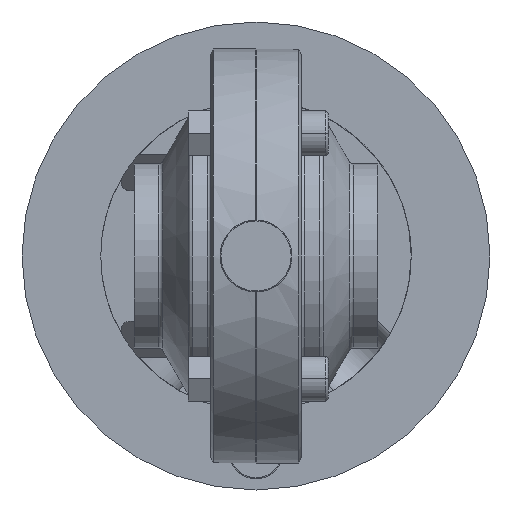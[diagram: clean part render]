
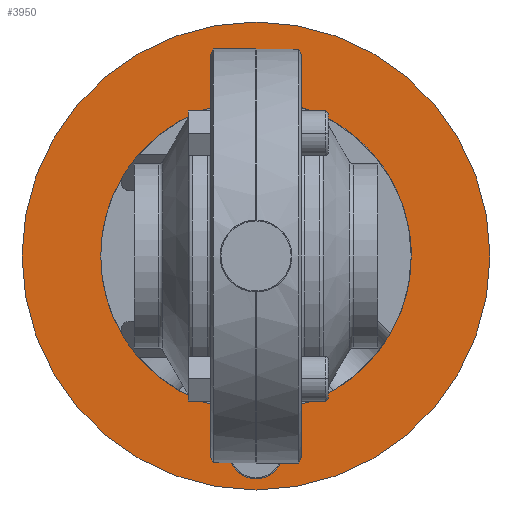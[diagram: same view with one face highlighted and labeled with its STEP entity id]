
A CAD part, front view. The second image highlights one B-rep face of the part: STEP entity #3950.
In plain terms, the highlighted planar face has unit normal (0, -1, 0).
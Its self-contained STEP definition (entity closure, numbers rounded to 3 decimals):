
#3450=CARTESIAN_POINT('',(0.,79.,0.))
;
#3460=DIRECTION('',(0.,-1.,0.));
#3470=DIRECTION('',(-1.,0.,0.));
#3480=AXIS2_PLACEMENT_3D('',#3450,#3460,#3470);
#3490=PLANE('',#3480);
#3500=CARTESIAN_POINT('',(0.,79.,0.))
;
#3510=DIRECTION('',(0.,-1.,0.));
#3520=DIRECTION('',(-1.,0.,0.));
#3530=AXIS2_PLACEMENT_3D('',#3500,#3510,#3520);
#3540=CIRCLE('',#3530,52.);
#3550=CARTESIAN_POINT('',(-52.,79.,0.));
#3560=VERTEX_POINT('',#3550);
#3570=CARTESIAN_POINT('',(52.,79.,0.));
#3580=VERTEX_POINT('',#3570);
#3590=EDGE_CURVE('',#3560,#3580,#3540,.T.);
#3600=ORIENTED_EDGE('',*,*,#3590,.T.);
#3610=EDGE_CURVE('',#3580,#3560,#3540,.T.);
#3620=ORIENTED_EDGE('',*,*,#3610,.T.);
#3630=EDGE_LOOP('',(#3620,#3600));
#3640=FACE_OUTER_BOUND('',#3630,.T.);
#3650=CARTESIAN_POINT('',(0.,79.,0.)
);
#3660=DIRECTION('',(0.,-1.,0.));
#3670=DIRECTION('',(1.,0.,0.));
#3680=AXIS2_PLACEMENT_3D('',#3650,#3660,#3670);
#3690=CIRCLE('',#3680,34.5);
#3700=CARTESIAN_POINT('',(34.5,79.,0.));
#3710=VERTEX_POINT('',#3700);
#3720=CARTESIAN_POINT('',(-34.5,79.,0.));
#3730=VERTEX_POINT('',#3720);
#3740=EDGE_CURVE('',#3710,#3730,#3690,.T.);
#3750=ORIENTED_EDGE('',*,*,#3740,.F.);
#3760=EDGE_CURVE('',#3730,#3710,#3690,.T.);
#3770=ORIENTED_EDGE('',*,*,#3760,.F.);
#3780=EDGE_LOOP('',(#3770,#3750));
#3790=FACE_BOUND('',#3780,.T.);
#3800=CARTESIAN_POINT('',(0.,79.,43.5));
#3810=DIRECTION('',(0.,-1.,0.));
#3820=DIRECTION('',(0.,0.,-1.));
#3830=AXIS2_PLACEMENT_3D('',#3800,#3810,#3820);
#3840=CIRCLE('',#3830,4.3);
#3850=CARTESIAN_POINT('',(0.,79.,39.2));
#3860=VERTEX_POINT('',#3850);
#3870=CARTESIAN_POINT('',(0.,79.,47.8));
#3880=VERTEX_POINT('',#3870);
#3890=EDGE_CURVE('',#3860,#3880,#3840,.T.);
#3900=ORIENTED_EDGE('',*,*,#3890,.F.);
#3910=EDGE_CURVE('',#3880,#3860,#3840,.T.);
#3920=ORIENTED_EDGE('',*,*,#3910,.F.);
#3930=EDGE_LOOP('',(#3920,#3900));
#3940=FACE_BOUND('',#3930,.T.);
#3950=ADVANCED_FACE('',(#3640,#3790,#3940),#3490,.T.);
